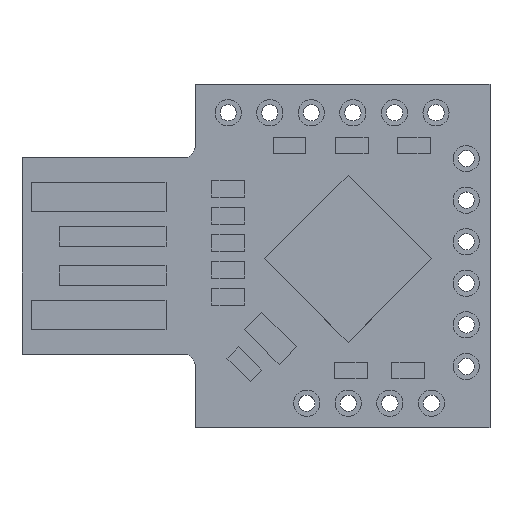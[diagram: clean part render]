
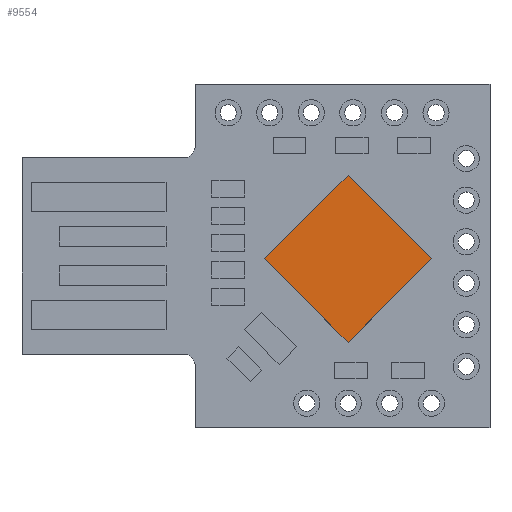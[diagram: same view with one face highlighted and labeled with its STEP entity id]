
A CAD part, top view. The second image highlights one B-rep face of the part: STEP entity #9554.
In plain terms, the highlighted planar face has unit normal (0, 0, 1).
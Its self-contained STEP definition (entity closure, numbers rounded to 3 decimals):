
#2167 = PLANE('',#2168);
#2168 = AXIS2_PLACEMENT_3D('',#2169,#2170,#2171);
#2169 = CARTESIAN_POINT('',(-4.768,-0.172,2.));
#2170 = DIRECTION('',(0.707,0.707,0.));
#2171 = DIRECTION('',(0.,0.,1.));
#2193 = PLANE('',#2194);
#2194 = AXIS2_PLACEMENT_3D('',#2195,#2196,#2197);
#2195 = CARTESIAN_POINT('',(-4.768,-0.172,2.));
#2196 = DIRECTION('',(0.707,-0.707,0.));
#2197 = DIRECTION('',(0.,0.,1.));
#2219 = PLANE('',#2220);
#2220 = AXIS2_PLACEMENT_3D('',#2221,#2222,#2223);
#2221 = CARTESIAN_POINT('',(0.323,4.92,2.));
#2222 = DIRECTION('',(0.707,0.707,0.));
#2223 = DIRECTION('',(0.,0.,1.));
#2243 = PLANE('',#2244);
#2244 = AXIS2_PLACEMENT_3D('',#2245,#2246,#2247);
#2245 = CARTESIAN_POINT('',(0.323,-5.263,2.));
#2246 = DIRECTION('',(0.707,-0.707,0.));
#2247 = DIRECTION('',(0.,0.,1.));
#6379 = VERTEX_POINT('',#6380);
#6380 = CARTESIAN_POINT('',(0.323,-5.263,3.));
#6403 = VERTEX_POINT('',#6404);
#6404 = CARTESIAN_POINT('',(-4.768,-0.172,3.));
#6425 = EDGE_CURVE('',#6403,#6379,#6426,.T.);
#6426 = SURFACE_CURVE('',#6427,(#6431,#6438),.PCURVE_S1.);
#6427 = LINE('',#6428,#6429);
#6428 = CARTESIAN_POINT('',(-4.768,-0.172,3.));
#6429 = VECTOR('',#6430,1.);
#6430 = DIRECTION('',(0.707,-0.707,0.));
#6431 = PCURVE('',#2167,#6432);
#6432 = DEFINITIONAL_REPRESENTATION('',(#6433),#6437);
#6433 = LINE('',#6434,#6435);
#6434 = CARTESIAN_POINT('',(1.,0.));
#6435 = VECTOR('',#6436,1.);
#6436 = DIRECTION('',(0.,1.));
#6437 = ( GEOMETRIC_REPRESENTATION_CONTEXT(2) 
PARAMETRIC_REPRESENTATION_CONTEXT() REPRESENTATION_CONTEXT('2D SPACE',''
  ) );
#6438 = PCURVE('',#6439,#6444);
#6439 = PLANE('',#6440);
#6440 = AXIS2_PLACEMENT_3D('',#6441,#6442,#6443);
#6441 = CARTESIAN_POINT('',(-4.768,-0.172,3.));
#6442 = DIRECTION('',(0.,0.,1.));
#6443 = DIRECTION('',(0.707,-0.707,0.));
#6444 = DEFINITIONAL_REPRESENTATION('',(#6445),#6449);
#6445 = LINE('',#6446,#6447);
#6446 = CARTESIAN_POINT('',(0.,0.));
#6447 = VECTOR('',#6448,1.);
#6448 = DIRECTION('',(1.,0.));
#6449 = ( GEOMETRIC_REPRESENTATION_CONTEXT(2) 
PARAMETRIC_REPRESENTATION_CONTEXT() REPRESENTATION_CONTEXT('2D SPACE',''
  ) );
#6457 = VERTEX_POINT('',#6458);
#6458 = CARTESIAN_POINT('',(5.415,-0.172,3.));
#6479 = EDGE_CURVE('',#6379,#6457,#6480,.T.);
#6480 = SURFACE_CURVE('',#6481,(#6485,#6492),.PCURVE_S1.);
#6481 = LINE('',#6482,#6483);
#6482 = CARTESIAN_POINT('',(0.323,-5.263,3.));
#6483 = VECTOR('',#6484,1.);
#6484 = DIRECTION('',(0.707,0.707,0.));
#6485 = PCURVE('',#2243,#6486);
#6486 = DEFINITIONAL_REPRESENTATION('',(#6487),#6491);
#6487 = LINE('',#6488,#6489);
#6488 = CARTESIAN_POINT('',(1.,0.));
#6489 = VECTOR('',#6490,1.);
#6490 = DIRECTION('',(0.,-1.));
#6491 = ( GEOMETRIC_REPRESENTATION_CONTEXT(2) 
PARAMETRIC_REPRESENTATION_CONTEXT() REPRESENTATION_CONTEXT('2D SPACE',''
  ) );
#6492 = PCURVE('',#6439,#6493);
#6493 = DEFINITIONAL_REPRESENTATION('',(#6494),#6498);
#6494 = LINE('',#6495,#6496);
#6495 = CARTESIAN_POINT('',(7.2,0.));
#6496 = VECTOR('',#6497,1.);
#6497 = DIRECTION('',(0.,1.));
#6498 = ( GEOMETRIC_REPRESENTATION_CONTEXT(2) 
PARAMETRIC_REPRESENTATION_CONTEXT() REPRESENTATION_CONTEXT('2D SPACE',''
  ) );
#6506 = VERTEX_POINT('',#6507);
#6507 = CARTESIAN_POINT('',(0.323,4.92,3.));
#6528 = EDGE_CURVE('',#6506,#6457,#6529,.T.);
#6529 = SURFACE_CURVE('',#6530,(#6534,#6541),.PCURVE_S1.);
#6530 = LINE('',#6531,#6532);
#6531 = CARTESIAN_POINT('',(0.323,4.92,3.));
#6532 = VECTOR('',#6533,1.);
#6533 = DIRECTION('',(0.707,-0.707,0.));
#6534 = PCURVE('',#2219,#6535);
#6535 = DEFINITIONAL_REPRESENTATION('',(#6536),#6540);
#6536 = LINE('',#6537,#6538);
#6537 = CARTESIAN_POINT('',(1.,0.));
#6538 = VECTOR('',#6539,1.);
#6539 = DIRECTION('',(0.,1.));
#6540 = ( GEOMETRIC_REPRESENTATION_CONTEXT(2) 
PARAMETRIC_REPRESENTATION_CONTEXT() REPRESENTATION_CONTEXT('2D SPACE',''
  ) );
#6541 = PCURVE('',#6439,#6542);
#6542 = DEFINITIONAL_REPRESENTATION('',(#6543),#6547);
#6543 = LINE('',#6544,#6545);
#6544 = CARTESIAN_POINT('',(0.,7.2));
#6545 = VECTOR('',#6546,1.);
#6546 = DIRECTION('',(1.,0.));
#6547 = ( GEOMETRIC_REPRESENTATION_CONTEXT(2) 
PARAMETRIC_REPRESENTATION_CONTEXT() REPRESENTATION_CONTEXT('2D SPACE',''
  ) );
#6555 = EDGE_CURVE('',#6403,#6506,#6556,.T.);
#6556 = SURFACE_CURVE('',#6557,(#6561,#6568),.PCURVE_S1.);
#6557 = LINE('',#6558,#6559);
#6558 = CARTESIAN_POINT('',(-4.768,-0.172,3.));
#6559 = VECTOR('',#6560,1.);
#6560 = DIRECTION('',(0.707,0.707,0.));
#6561 = PCURVE('',#2193,#6562);
#6562 = DEFINITIONAL_REPRESENTATION('',(#6563),#6567);
#6563 = LINE('',#6564,#6565);
#6564 = CARTESIAN_POINT('',(1.,0.));
#6565 = VECTOR('',#6566,1.);
#6566 = DIRECTION('',(0.,-1.));
#6567 = ( GEOMETRIC_REPRESENTATION_CONTEXT(2) 
PARAMETRIC_REPRESENTATION_CONTEXT() REPRESENTATION_CONTEXT('2D SPACE',''
  ) );
#6568 = PCURVE('',#6439,#6569);
#6569 = DEFINITIONAL_REPRESENTATION('',(#6570),#6574);
#6570 = LINE('',#6571,#6572);
#6571 = CARTESIAN_POINT('',(0.,0.));
#6572 = VECTOR('',#6573,1.);
#6573 = DIRECTION('',(0.,1.));
#6574 = ( GEOMETRIC_REPRESENTATION_CONTEXT(2) 
PARAMETRIC_REPRESENTATION_CONTEXT() REPRESENTATION_CONTEXT('2D SPACE',''
  ) );
#9554 = ADVANCED_FACE('',(#9555),#6439,.T.);
#9555 = FACE_BOUND('',#9556,.T.);
#9556 = EDGE_LOOP('',(#9557,#9558,#9559,#9560));
#9557 = ORIENTED_EDGE('',*,*,#6555,.F.);
#9558 = ORIENTED_EDGE('',*,*,#6425,.T.);
#9559 = ORIENTED_EDGE('',*,*,#6479,.T.);
#9560 = ORIENTED_EDGE('',*,*,#6528,.F.);
